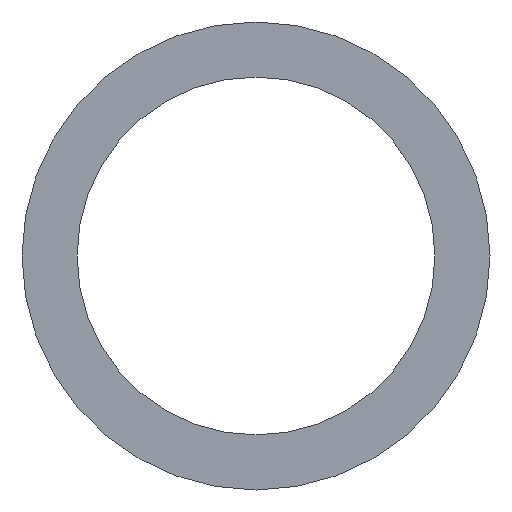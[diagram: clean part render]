
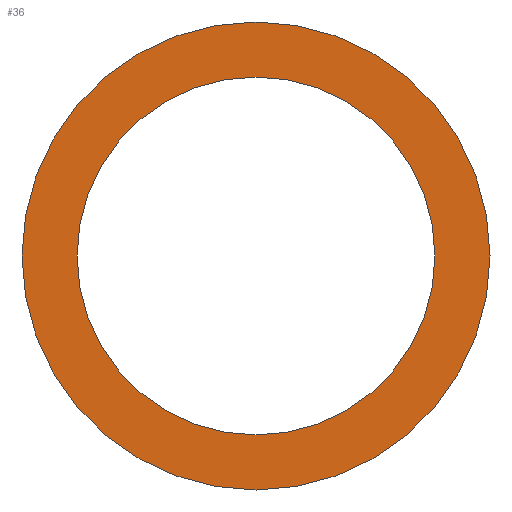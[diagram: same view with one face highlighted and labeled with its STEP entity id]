
A CAD part, front view. The second image highlights one B-rep face of the part: STEP entity #36.
In plain terms, the highlighted planar face has unit normal (0, -1, 0).
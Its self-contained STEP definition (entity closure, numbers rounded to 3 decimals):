
#8 = CARTESIAN_POINT ( 'NONE',  ( 0., 0., 212.5 ) ) ;
#10 = VERTEX_POINT ( 'NONE', #8 ) ;
#28 = CARTESIAN_POINT ( 'NONE',  ( 0., 0., 0. ) ) ;
#29 = PLANE ( 'NONE',  #152 ) ;
#36 = ADVANCED_FACE ( 'NONE', ( #202, #85 ), #29, .F. ) ;
#42 = DIRECTION ( 'NONE',  ( 0., 1., 0. ) ) ;
#43 = ORIENTED_EDGE ( 'NONE', *, *, #169, .F. ) ;
#52 = DIRECTION ( 'NONE',  ( 0., 1., 0. ) ) ;
#62 = VERTEX_POINT ( 'NONE', #245 ) ;
#63 = CARTESIAN_POINT ( 'NONE',  ( 0., 0., -212.5 ) ) ;
#69 = DIRECTION ( 'NONE',  ( 0., 0., 1. ) ) ;
#70 = ORIENTED_EDGE ( 'NONE', *, *, #214, .T. ) ;
#76 = DIRECTION ( 'NONE',  ( 0., 0., 1. ) ) ;
#80 = DIRECTION ( 'NONE',  ( 0., 1., 0. ) ) ;
#85 = FACE_BOUND ( 'NONE', #125, .T. ) ;
#89 = AXIS2_PLACEMENT_3D ( 'NONE', #147, #52, #111 ) ;
#91 = EDGE_CURVE ( 'NONE', #62, #204, #121, .T. ) ;
#99 = CARTESIAN_POINT ( 'NONE',  ( 0., 0., 0. ) ) ;
#102 = EDGE_CURVE ( 'NONE', #10, #104, #126, .T. ) ;
#104 = VERTEX_POINT ( 'NONE', #63 ) ;
#111 = DIRECTION ( 'NONE',  ( 0., 0., 1. ) ) ;
#121 = CIRCLE ( 'NONE', #89, 162.5 ) ;
#125 = EDGE_LOOP ( 'NONE', ( #70, #133 ) ) ;
#126 = CIRCLE ( 'NONE', #249, 212.5 ) ;
#133 = ORIENTED_EDGE ( 'NONE', *, *, #91, .T. ) ;
#141 = DIRECTION ( 'NONE',  ( 0., 1., 0. ) ) ;
#147 = CARTESIAN_POINT ( 'NONE',  ( 0., 0., 0. ) ) ;
#152 = AXIS2_PLACEMENT_3D ( 'NONE', #166, #192, #69 ) ;
#157 = DIRECTION ( 'NONE',  ( 0., 0., 1. ) ) ;
#166 = CARTESIAN_POINT ( 'NONE',  ( 0., 0., 0. ) ) ;
#169 = EDGE_CURVE ( 'NONE', #104, #10, #181, .T. ) ;
#180 = CARTESIAN_POINT ( 'NONE',  ( 0., 0., -162.5 ) ) ;
#181 = CIRCLE ( 'NONE', #205, 212.5 ) ;
#185 = ORIENTED_EDGE ( 'NONE', *, *, #102, .F. ) ;
#188 = EDGE_LOOP ( 'NONE', ( #43, #185 ) ) ;
#192 = DIRECTION ( 'NONE',  ( 0., 1., 0. ) ) ;
#201 = CARTESIAN_POINT ( 'NONE',  ( 0., 0., 0. ) ) ;
#202 = FACE_OUTER_BOUND ( 'NONE', #188, .T. ) ;
#204 = VERTEX_POINT ( 'NONE', #180 ) ;
#205 = AXIS2_PLACEMENT_3D ( 'NONE', #201, #141, #157 ) ;
#213 = AXIS2_PLACEMENT_3D ( 'NONE', #99, #80, #238 ) ;
#214 = EDGE_CURVE ( 'NONE', #204, #62, #247, .T. ) ;
#238 = DIRECTION ( 'NONE',  ( 0., 0., 1. ) ) ;
#245 = CARTESIAN_POINT ( 'NONE',  ( 0., 0., 162.5 ) ) ;
#247 = CIRCLE ( 'NONE', #213, 162.5 ) ;
#249 = AXIS2_PLACEMENT_3D ( 'NONE', #28, #42, #76 ) ;
